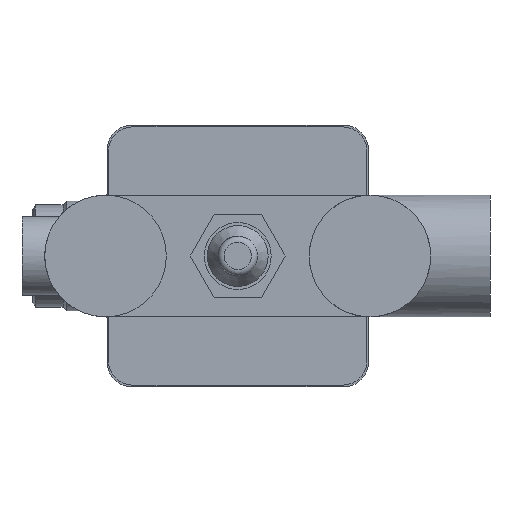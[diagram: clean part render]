
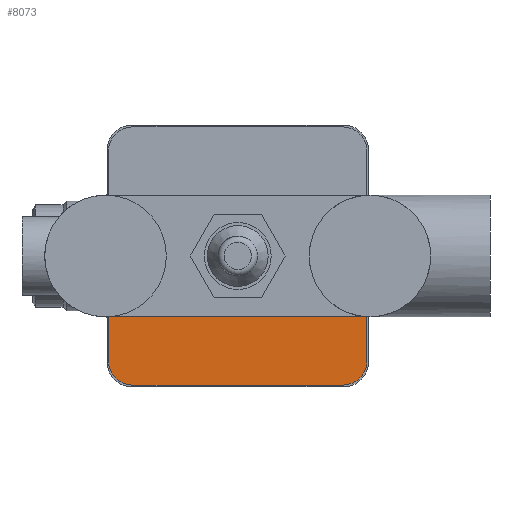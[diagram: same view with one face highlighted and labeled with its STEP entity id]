
A CAD part, front view. The second image highlights one B-rep face of the part: STEP entity #8073.
In plain terms, the highlighted planar face has unit normal (0, -1, 0).
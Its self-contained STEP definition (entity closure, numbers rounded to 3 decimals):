
#7055=CARTESIAN_POINT('',(25.,-17.,-77.5));
#7056=VERTEX_POINT('',#7055);
#7063=CARTESIAN_POINT('',(25.,-17.,-63.));
#7064=VERTEX_POINT('',#7063);
#7065=CARTESIAN_POINT('',(25.,-17.,-63.));
#7066=DIRECTION('',(-0.,-0.,-1.));
#7067=VECTOR('',#7066,14.5);
#7068=LINE('',#7065,#7067);
#7069=EDGE_CURVE('',#7064,#7056,#7068,.T.);
#7941=CARTESIAN_POINT('',(110.,-17.,-63.));
#7942=VERTEX_POINT('',#7941);
#8027=CARTESIAN_POINT('',(67.5,-17.,-43.));
#8028=DIRECTION('',(0.,-1.,0.));
#8029=DIRECTION('',(1.,0.,0.));
#8030=AXIS2_PLACEMENT_3D('',#8027,#8028,#8029);
#8031=PLANE('',#8030);
#8032=ORIENTED_EDGE('',*,*,#7069,.T.);
#8033=CARTESIAN_POINT('',(33.,-17.,-85.5));
#8034=VERTEX_POINT('',#8033);
#8035=CARTESIAN_POINT('',(33.,-17.,-77.5));
#8036=DIRECTION('',(0.,-1.,0.));
#8037=DIRECTION('',(0.,0.,-1.));
#8038=AXIS2_PLACEMENT_3D('',#8035,#8036,#8037);
#8039=CIRCLE('',#8038,8.);
#8040=EDGE_CURVE('',#7056,#8034,#8039,.T.);
#8041=ORIENTED_EDGE('',*,*,#8040,.T.);
#8042=CARTESIAN_POINT('',(102.,-17.,-85.5));
#8043=VERTEX_POINT('',#8042);
#8044=CARTESIAN_POINT('',(33.,-17.,-85.5));
#8045=DIRECTION('',(1.,0.,-0.));
#8046=VECTOR('',#8045,69.);
#8047=LINE('',#8044,#8046);
#8048=EDGE_CURVE('',#8034,#8043,#8047,.T.);
#8049=ORIENTED_EDGE('',*,*,#8048,.T.);
#8050=CARTESIAN_POINT('',(110.,-17.,-77.5));
#8051=VERTEX_POINT('',#8050);
#8052=CARTESIAN_POINT('',(102.,-17.,-77.5));
#8053=DIRECTION('',(0.,-1.,0.));
#8054=DIRECTION('',(0.,0.,-1.));
#8055=AXIS2_PLACEMENT_3D('',#8052,#8053,#8054);
#8056=CIRCLE('',#8055,8.);
#8057=EDGE_CURVE('',#8043,#8051,#8056,.T.);
#8058=ORIENTED_EDGE('',*,*,#8057,.T.);
#8059=CARTESIAN_POINT('',(110.,-17.,-77.5));
#8060=DIRECTION('',(0.,0.,1.));
#8061=VECTOR('',#8060,14.5);
#8062=LINE('',#8059,#8061);
#8063=EDGE_CURVE('',#8051,#7942,#8062,.T.);
#8064=ORIENTED_EDGE('',*,*,#8063,.T.);
#8065=CARTESIAN_POINT('',(25.,-17.,-63.));
#8066=DIRECTION('',(1.,0.,-0.));
#8067=VECTOR('',#8066,85.);
#8068=LINE('',#8065,#8067);
#8069=EDGE_CURVE('',#7064,#7942,#8068,.T.);
#8070=ORIENTED_EDGE('',*,*,#8069,.F.);
#8071=EDGE_LOOP('',(#8032,#8041,#8049,#8058,#8064,#8070));
#8072=FACE_BOUND('',#8071,.T.);
#8073=ADVANCED_FACE('',(#8072),#8031,.T.);
